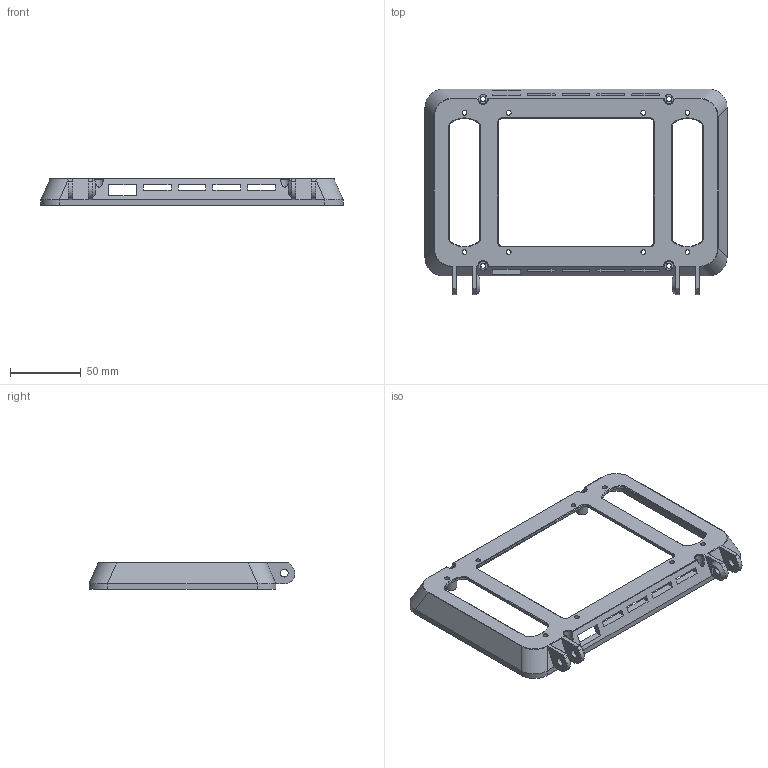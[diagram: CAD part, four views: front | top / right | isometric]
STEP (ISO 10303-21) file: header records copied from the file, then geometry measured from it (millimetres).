
FILE_DESCRIPTION(/* description */ ('STEP AP214'),/* implementation_level */ '2;1');
FILE_NAME(/* name */ '61494ea0b60914664c4c334e',/* time_stamp */ '2021-09-21T03:16:49+00:00',/* author */ (''),/* organization */ (''),/* preprocessor_version */ 'ST-DEVELOPER v18.1',/* originating_system */ ' ',/* authorisation */ ' ');
FILE_SCHEMA (('AUTOMOTIVE_DESIGN {1 0 10303 214 3 1 1}'));
Length unit declared in the file: metre
Products named in the file (1): back plate
Bounding box: 214 x 145.75 x 19 mm (x, y, z)
Volume: 67730.1 mm3; surface area: 52467.1 mm2
Topology: 1 solids, 1 shells, 269 faces, 740 edges, 472 vertices
Faces by surface type: plane 175, cylinder 60, cone 22, bspline 12
Full cylindrical faces by diameter (mm): 3.4 x12, 5.5 x4, 6.5 x4
Entity records: 8870 total; most frequent: CARTESIAN_POINT 2092, ORIENTED_EDGE 1408, DIRECTION 1338, EDGE_CURVE 704, LINE 470, VECTOR 470, VERTEX_POINT 456, AXIS2_PLACEMENT_3D 434
